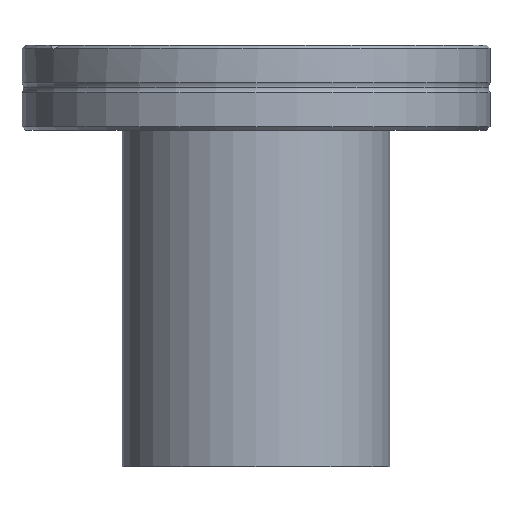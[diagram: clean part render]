
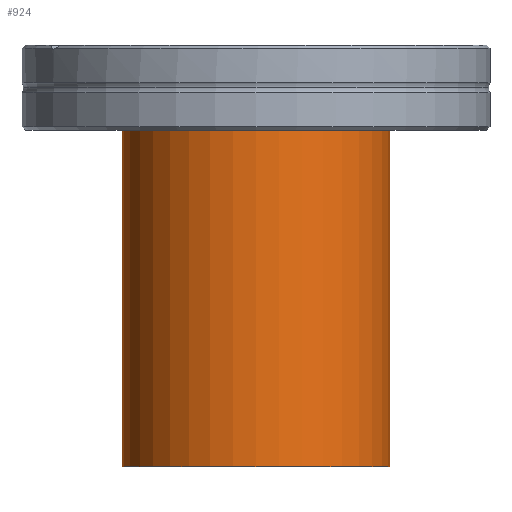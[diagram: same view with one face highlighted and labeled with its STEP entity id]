
A CAD part, front view. The second image highlights one B-rep face of the part: STEP entity #924.
In plain terms, the highlighted cylindrical face has radius 20 mm (diameter 40 mm), a partial arc.
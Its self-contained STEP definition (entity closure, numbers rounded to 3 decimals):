
#185 = EDGE_CURVE ( 'NONE', #1659, #1152, #1134, .T. ) ;
#245 = AXIS2_PLACEMENT_3D ( 'NONE', #1753, #1749, #1122 ) ;
#258 = CARTESIAN_POINT ( 'NONE',  ( 20., 0., -4.8 ) ) ;
#316 = DIRECTION ( 'NONE',  ( 0., 0., -1. ) ) ;
#324 = CIRCLE ( 'NONE', #846, 20. ) ;
#328 = LINE ( 'NONE', #2123, #2010 ) ;
#362 = LINE ( 'NONE', #1161, #471 ) ;
#424 = FACE_OUTER_BOUND ( 'NONE', #1916, .T. ) ;
#471 = VECTOR ( 'NONE', #1136, 1000. ) ;
#495 = CARTESIAN_POINT ( 'NONE',  ( 20., 0., -63. ) ) ;
#519 = CARTESIAN_POINT ( 'NONE',  ( 0., 0., -63. ) ) ;
#669 = CARTESIAN_POINT ( 'NONE',  ( 0., 0., -4.8 ) ) ;
#681 = DIRECTION ( 'NONE',  ( 0., 0., 1. ) ) ;
#701 = DIRECTION ( 'NONE',  ( 1., 0., 0. ) ) ;
#844 = DIRECTION ( 'NONE',  ( 1., 0., 0. ) ) ;
#846 = AXIS2_PLACEMENT_3D ( 'NONE', #519, #316, #844 ) ;
#924 = ADVANCED_FACE ( 'NONE', ( #424 ), #1441, .T. ) ;
#1050 = ORIENTED_EDGE ( 'NONE', *, *, #1860, .F. ) ;
#1118 = AXIS2_PLACEMENT_3D ( 'NONE', #669, #681, #701 ) ;
#1122 = DIRECTION ( 'NONE',  ( 1., 0., 0. ) ) ;
#1134 = CIRCLE ( 'NONE', #1118, 20. ) ;
#1136 = DIRECTION ( 'NONE',  ( 0., 0., 1. ) ) ;
#1150 = ORIENTED_EDGE ( 'NONE', *, *, #1518, .T. ) ;
#1152 = VERTEX_POINT ( 'NONE', #258 ) ;
#1161 = CARTESIAN_POINT ( 'NONE',  ( -20., 0., -69.8 ) ) ;
#1422 = VERTEX_POINT ( 'NONE', #1590 ) ;
#1441 = CYLINDRICAL_SURFACE ( 'NONE', #245, 20. ) ;
#1518 = EDGE_CURVE ( 'NONE', #1719, #1152, #328, .T. ) ;
#1585 = ORIENTED_EDGE ( 'NONE', *, *, #1693, .F. ) ;
#1590 = CARTESIAN_POINT ( 'NONE',  ( -20., 0., -63. ) ) ;
#1595 = ORIENTED_EDGE ( 'NONE', *, *, #185, .F. ) ;
#1659 = VERTEX_POINT ( 'NONE', #1903 ) ;
#1693 = EDGE_CURVE ( 'NONE', #1422, #1659, #362, .T. ) ;
#1719 = VERTEX_POINT ( 'NONE', #495 ) ;
#1749 = DIRECTION ( 'NONE',  ( 0., 0., 1. ) ) ;
#1753 = CARTESIAN_POINT ( 'NONE',  ( 0., 0., -69.8 ) ) ;
#1860 = EDGE_CURVE ( 'NONE', #1719, #1422, #324, .T. ) ;
#1903 = CARTESIAN_POINT ( 'NONE',  ( -20., 0., -4.8 ) ) ;
#1916 = EDGE_LOOP ( 'NONE', ( #1585, #1050, #1150, #1595 ) ) ;
#2010 = VECTOR ( 'NONE', #2139, 1000. ) ;
#2123 = CARTESIAN_POINT ( 'NONE',  ( 20., 0., -69.8 ) ) ;
#2139 = DIRECTION ( 'NONE',  ( 0., 0., 1. ) ) ;
